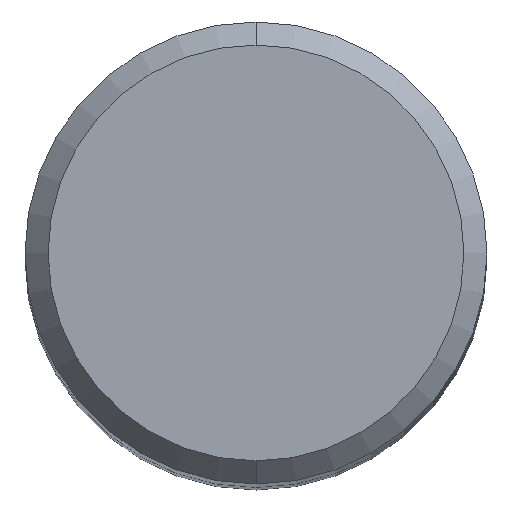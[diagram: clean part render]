
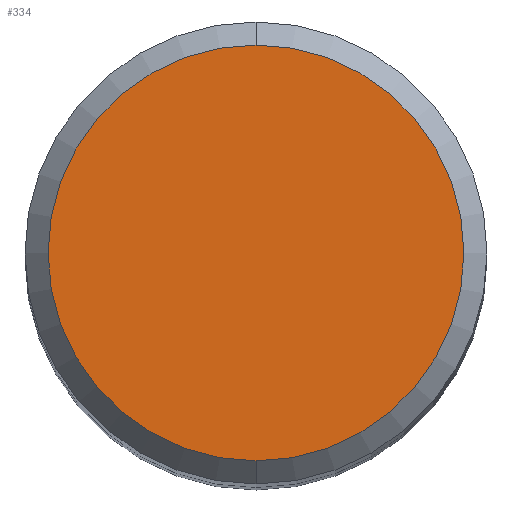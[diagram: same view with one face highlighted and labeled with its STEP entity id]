
A CAD part, top view. The second image highlights one B-rep face of the part: STEP entity #334.
In plain terms, the highlighted planar face has unit normal (0, 0, 1).
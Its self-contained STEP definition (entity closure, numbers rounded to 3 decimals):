
#194=EDGE_CURVE('',#262,#222,#451,.T.);
#222=VERTEX_POINT('',#482);
#262=VERTEX_POINT('',#526);
#334=ADVANCED_FACE('',(#600),#601,.T.);
#370=EDGE_CURVE('',#222,#262,#642,.T.);
#451=CIRCLE('',#797,9.0);
#482=CARTESIAN_POINT('',(0.0,9.0,0.0));
#526=CARTESIAN_POINT('',(0.,-9.0,0.0));
#600=FACE_OUTER_BOUND('',#1257,.T.);
#601=PLANE('',#1258);
#642=CIRCLE('',#1348,9.0);
#797=AXIS2_PLACEMENT_3D('',#1448,#1449,#1450);
#1257=EDGE_LOOP('',(#1581,#1582));
#1258=AXIS2_PLACEMENT_3D('',#1583,#1584,#1585);
#1348=AXIS2_PLACEMENT_3D('',#1634,#1635,#1636);
#1448=CARTESIAN_POINT('',(0.0,0.0,0.0));
#1449=DIRECTION('',(0.0,0.0,-1.0));
#1450=DIRECTION('',(0.0,1.0,0.0));
#1581=ORIENTED_EDGE('',*,*,#370,.F.);
#1582=ORIENTED_EDGE('',*,*,#194,.F.);
#1583=CARTESIAN_POINT('',(0.0,4.5,0.0));
#1584=DIRECTION('',(-0.0,0.0,1.0));
#1585=DIRECTION('',(0.0,-1.0,0.0));
#1634=CARTESIAN_POINT('',(0.0,0.0,0.0));
#1635=DIRECTION('',(0.0,0.0,-1.0));
#1636=DIRECTION('',(0.0,1.0,0.0));
